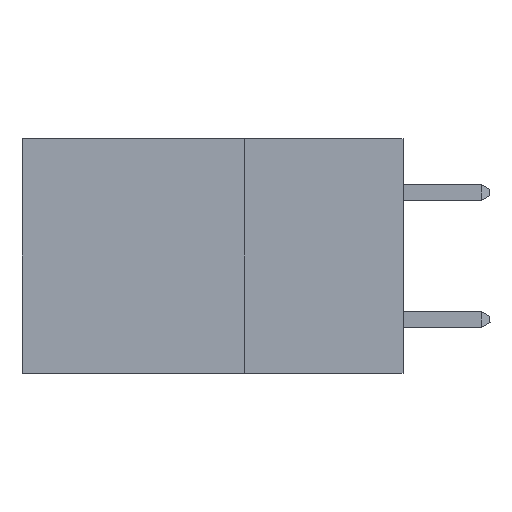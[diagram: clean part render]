
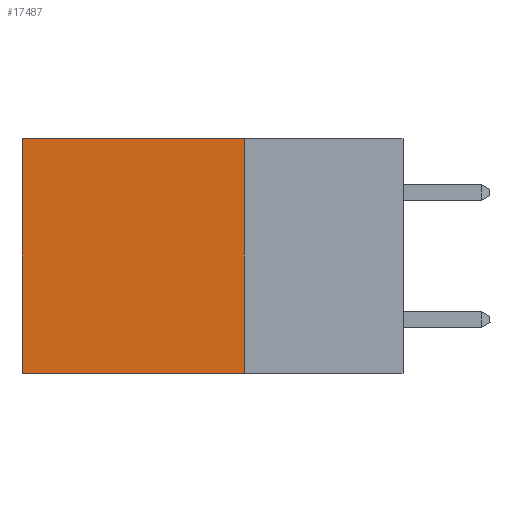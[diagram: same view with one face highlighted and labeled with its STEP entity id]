
A CAD part, left-side view. The second image highlights one B-rep face of the part: STEP entity #17487.
In plain terms, the highlighted planar face has unit normal (-1, 0, 0).
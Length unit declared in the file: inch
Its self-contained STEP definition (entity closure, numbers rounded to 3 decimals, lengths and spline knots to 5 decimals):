
#117 = VECTOR ( 'NONE', #11205, 39.37008 ) ;
#721 = LINE ( 'NONE', #7552, #117 ) ;
#1183 = EDGE_CURVE ( 'NONE', #18885, #9664, #3162, .T. ) ;
#1822 = ORIENTED_EDGE ( 'NONE', *, *, #1183, .T. ) ;
#1825 = EDGE_CURVE ( 'NONE', #5975, #6428, #12642, .T. ) ;
#2318 = CARTESIAN_POINT ( 'NONE',  ( 0.2875, 0.6, -0.37 ) ) ;
#3162 = LINE ( 'NONE', #6515, #16586 ) ;
#3297 = EDGE_CURVE ( 'NONE', #9664, #6428, #8541, .T. ) ;
#3566 = VECTOR ( 'NONE', #17804, 39.37008 ) ;
#4023 = CARTESIAN_POINT ( 'NONE',  ( 0.2875, 0.6, 0. ) ) ;
#4623 = DIRECTION ( 'NONE',  ( 0., 1., 0. ) ) ;
#4792 = ORIENTED_EDGE ( 'NONE', *, *, #6960, .F. ) ;
#5975 = VERTEX_POINT ( 'NONE', #11341 ) ;
#6428 = VERTEX_POINT ( 'NONE', #2318 ) ;
#6515 = CARTESIAN_POINT ( 'NONE',  ( 0.2875, 0.25, 0. ) ) ;
#6960 = EDGE_CURVE ( 'NONE', #18885, #5975, #721, .T. ) ;
#6986 = CARTESIAN_POINT ( 'NONE',  ( 0.2875, 0.6, 0. ) ) ;
#7552 = CARTESIAN_POINT ( 'NONE',  ( 0.2875, 0.25, 0. ) ) ;
#8255 = DIRECTION ( 'NONE',  ( 0., 1., 0. ) ) ;
#8541 = LINE ( 'NONE', #6986, #3566 ) ;
#9025 = AXIS2_PLACEMENT_3D ( 'NONE', #16684, #9535, #22134 ) ;
#9535 = DIRECTION ( 'NONE',  ( 1., 0., 0. ) ) ;
#9664 = VERTEX_POINT ( 'NONE', #4023 ) ;
#11205 = DIRECTION ( 'NONE',  ( 0., 0., -1. ) ) ;
#11341 = CARTESIAN_POINT ( 'NONE',  ( 0.2875, 0.25, -0.37 ) ) ;
#12642 = LINE ( 'NONE', #22652, #16855 ) ;
#14951 = ORIENTED_EDGE ( 'NONE', *, *, #3297, .T. ) ;
#16586 = VECTOR ( 'NONE', #4623, 39.37008 ) ;
#16684 = CARTESIAN_POINT ( 'NONE',  ( 0.2875, 0.25, 0. ) ) ;
#16855 = VECTOR ( 'NONE', #8255, 39.37008 ) ;
#16929 = ORIENTED_EDGE ( 'NONE', *, *, #1825, .F. ) ;
#17487 = ADVANCED_FACE ( 'NONE', ( #18396 ), #20375, .F. ) ;
#17804 = DIRECTION ( 'NONE',  ( 0., 0., -1. ) ) ;
#17932 = EDGE_LOOP ( 'NONE', ( #14951, #16929, #4792, #1822 ) ) ;
#18396 = FACE_OUTER_BOUND ( 'NONE', #17932, .T. ) ;
#18562 = CARTESIAN_POINT ( 'NONE',  ( 0.2875, 0.25, 0. ) ) ;
#18885 = VERTEX_POINT ( 'NONE', #18562 ) ;
#20375 = PLANE ( 'NONE',  #9025 ) ;
#22134 = DIRECTION ( 'NONE',  ( 0., 0., -1. ) ) ;
#22652 = CARTESIAN_POINT ( 'NONE',  ( 0.2875, 0.25, -0.37 ) ) ;
